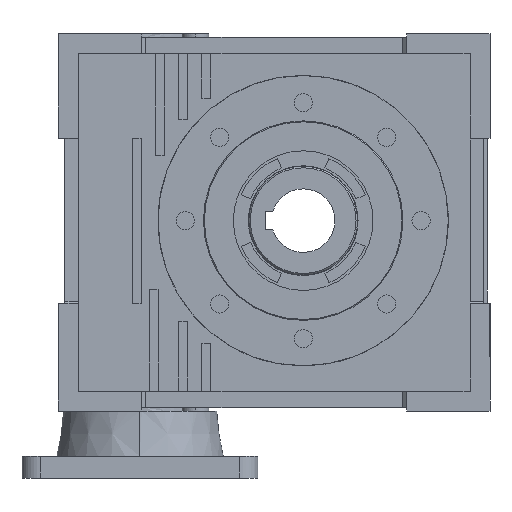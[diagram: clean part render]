
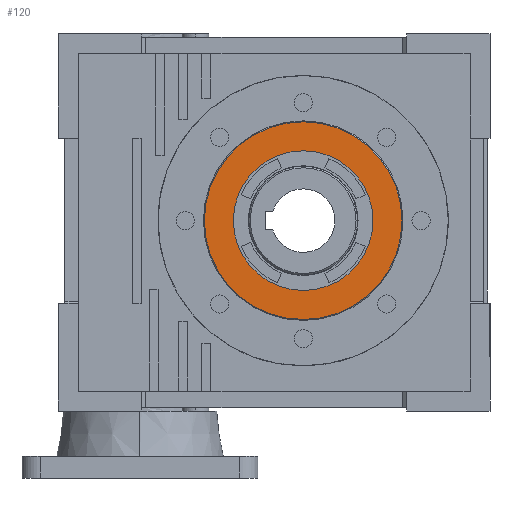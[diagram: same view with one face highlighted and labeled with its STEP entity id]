
A CAD part, left-side view. The second image highlights one B-rep face of the part: STEP entity #120.
In plain terms, the highlighted planar face has unit normal (-1, 0, 0).
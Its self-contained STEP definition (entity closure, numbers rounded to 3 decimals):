
#120 = ADVANCED_FACE ( 'NONE', ( #9365, #13437 ), #5608, .T. ) ;
#610 = CARTESIAN_POINT ( 'NONE',  ( -70., 0., 0. ) ) ;
#1102 = ORIENTED_EDGE ( 'NONE', *, *, #19652, .T. ) ;
#1120 = EDGE_CURVE ( 'NONE', #14080, #11235, #10935, .T. ) ;
#1641 = ORIENTED_EDGE ( 'NONE', *, *, #4543, .T. ) ;
#1860 = DIRECTION ( 'NONE',  ( 1., 0., 0. ) ) ;
#2016 = CARTESIAN_POINT ( 'NONE',  ( -70., 0., 0. ) ) ;
#2224 = CARTESIAN_POINT ( 'NONE',  ( -70., 0., 54.5 ) ) ;
#2439 = CARTESIAN_POINT ( 'NONE',  ( -70., 0., 0. ) ) ;
#2729 = DIRECTION ( 'NONE',  ( -1., 0., 0. ) ) ;
#4222 = DIRECTION ( 'NONE',  ( 0., 0., 1. ) ) ;
#4497 = VERTEX_POINT ( 'NONE', #5781 ) ;
#4543 = EDGE_CURVE ( 'NONE', #12086, #4497, #19482, .T. ) ;
#4582 = EDGE_LOOP ( 'NONE', ( #1641, #1102 ) ) ;
#4641 = EDGE_CURVE ( 'NONE', #11235, #14080, #7532, .T. ) ;
#5608 = PLANE ( 'NONE',  #12099 ) ;
#5649 = EDGE_LOOP ( 'NONE', ( #15593, #15878 ) ) ;
#5728 = AXIS2_PLACEMENT_3D ( 'NONE', #2439, #19590, #4222 ) ;
#5781 = CARTESIAN_POINT ( 'NONE',  ( -70., 0., -38.5 ) ) ;
#6158 = DIRECTION ( 'NONE',  ( 0., 0., 1. ) ) ;
#6808 = AXIS2_PLACEMENT_3D ( 'NONE', #8787, #1860, #15755 ) ;
#7532 = CIRCLE ( 'NONE', #20462, 54.5 ) ;
#8787 = CARTESIAN_POINT ( 'NONE',  ( -70., 0., 0. ) ) ;
#9264 = DIRECTION ( 'NONE',  ( -1., 0., 0. ) ) ;
#9365 = FACE_OUTER_BOUND ( 'NONE', #5649, .T. ) ;
#10935 = CIRCLE ( 'NONE', #5728, 54.5 ) ;
#11235 = VERTEX_POINT ( 'NONE', #2224 ) ;
#11295 = AXIS2_PLACEMENT_3D ( 'NONE', #610, #15941, #14512 ) ;
#11310 = CARTESIAN_POINT ( 'NONE',  ( -70., 0., 0. ) ) ;
#12058 = CARTESIAN_POINT ( 'NONE',  ( -70., 0., 38.5 ) ) ;
#12086 = VERTEX_POINT ( 'NONE', #12058 ) ;
#12099 = AXIS2_PLACEMENT_3D ( 'NONE', #2016, #9264, #21378 ) ;
#13437 = FACE_BOUND ( 'NONE', #4582, .T. ) ;
#14080 = VERTEX_POINT ( 'NONE', #14720 ) ;
#14512 = DIRECTION ( 'NONE',  ( 0., 0., -1. ) ) ;
#14720 = CARTESIAN_POINT ( 'NONE',  ( -70., 0., -54.5 ) ) ;
#15593 = ORIENTED_EDGE ( 'NONE', *, *, #1120, .T. ) ;
#15755 = DIRECTION ( 'NONE',  ( 0., 0., -1. ) ) ;
#15878 = ORIENTED_EDGE ( 'NONE', *, *, #4641, .T. ) ;
#15941 = DIRECTION ( 'NONE',  ( 1., 0., 0. ) ) ;
#19482 = CIRCLE ( 'NONE', #11295, 38.5 ) ;
#19590 = DIRECTION ( 'NONE',  ( -1., 0., 0. ) ) ;
#19652 = EDGE_CURVE ( 'NONE', #4497, #12086, #20300, .T. ) ;
#20300 = CIRCLE ( 'NONE', #6808, 38.5 ) ;
#20462 = AXIS2_PLACEMENT_3D ( 'NONE', #11310, #2729, #6158 ) ;
#21378 = DIRECTION ( 'NONE',  ( 0., 0., -1. ) ) ;
